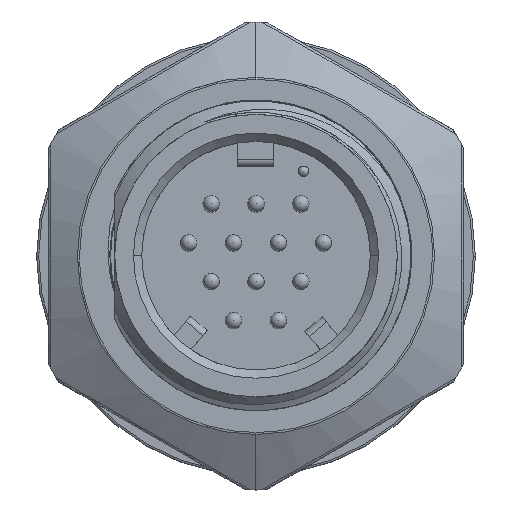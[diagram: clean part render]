
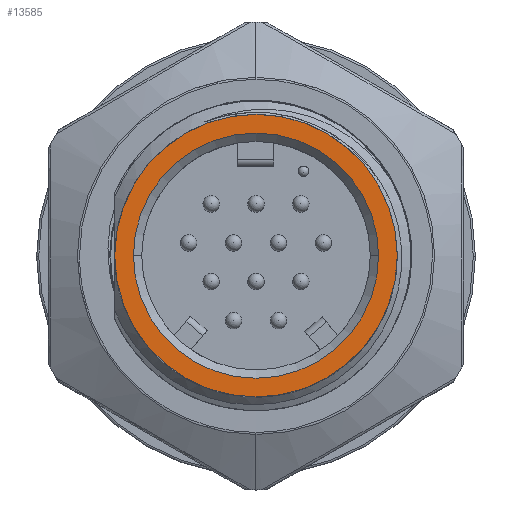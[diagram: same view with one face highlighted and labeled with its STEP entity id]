
A CAD part, top view. The second image highlights one B-rep face of the part: STEP entity #13585.
In plain terms, the highlighted planar face has unit normal (0, 0, 1).
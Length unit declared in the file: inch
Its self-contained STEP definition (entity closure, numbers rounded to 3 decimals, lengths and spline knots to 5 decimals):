
#1056 = EDGE_CURVE ( 'NONE', #5372, #5373, #20073, .T. ) ;
#1057 = EDGE_CURVE ( 'NONE', #5369, #5368, #20070, .T. ) ;
#2093 = CARTESIAN_POINT ( 'NONE',  ( 0.34, 0., 0. ) ) ;
#2094 = CARTESIAN_POINT ( 'NONE',  ( -0.34, 0., 0. ) ) ;
#2097 = CARTESIAN_POINT ( 'NONE',  ( 0.295, 0., 0. ) ) ;
#2098 = CARTESIAN_POINT ( 'NONE',  ( -0.295, 0., 0. ) ) ;
#2798 = ORIENTED_EDGE ( 'NONE', *, *, #1056, .T. ) ;
#2799 = ORIENTED_EDGE ( 'NONE', *, *, #13334, .T. ) ;
#2800 = ORIENTED_EDGE ( 'NONE', *, *, #1057, .F. ) ;
#2801 = ORIENTED_EDGE ( 'NONE', *, *, #13349, .F. ) ;
#5368 = VERTEX_POINT ( 'NONE', #2093 ) ;
#5369 = VERTEX_POINT ( 'NONE', #2094 ) ;
#5372 = VERTEX_POINT ( 'NONE', #2097 ) ;
#5373 = VERTEX_POINT ( 'NONE', #2098 ) ;
#6704 = EDGE_LOOP ( 'NONE', ( #2798, #2799 ) ) ;
#6791 = EDGE_LOOP ( 'NONE', ( #2801, #2800 ) ) ;
#7099 = AXIS2_PLACEMENT_3D ( 'NONE', #22776, #22777, #22778 ) ;
#12814 = FACE_BOUND ( 'NONE', #6704, .T. ) ;
#12815 = FACE_OUTER_BOUND ( 'NONE', #6791, .T. ) ;
#13334 = EDGE_CURVE ( 'NONE', #5373, #5372, #14528, .T. ) ;
#13349 = EDGE_CURVE ( 'NONE', #5368, #5369, #14539, .T. ) ;
#13585 = ADVANCED_FACE ( 'NONE', ( #12814, #12815 ), #22775, .T. ) ;
#14528 = CIRCLE ( 'NONE', #14536, 0.295 ) ;
#14536 = AXIS2_PLACEMENT_3D ( 'NONE', #16332, #16333, #16334 ) ;
#14539 = CIRCLE ( 'NONE', #14560, 0.34 ) ;
#14560 = AXIS2_PLACEMENT_3D ( 'NONE', #16376, #16377, #16378 ) ;
#16332 = CARTESIAN_POINT ( 'NONE',  ( 0., 0., 0. ) ) ;
#16333 = DIRECTION ( 'NONE',  ( 0., 0., -1. ) ) ;
#16334 = DIRECTION ( 'NONE',  ( 1., 0., 0. ) ) ;
#16376 = CARTESIAN_POINT ( 'NONE',  ( 0., 0., 0. ) ) ;
#16377 = DIRECTION ( 'NONE',  ( 0., 0., -1. ) ) ;
#16378 = DIRECTION ( 'NONE',  ( 1., 0., 0. ) ) ;
#20069 = AXIS2_PLACEMENT_3D ( 'NONE', #23791, #23792, #23793 ) ;
#20070 = CIRCLE ( 'NONE', #20069, 0.34 ) ;
#20071 = AXIS2_PLACEMENT_3D ( 'NONE', #23788, #23789, #23790 ) ;
#20073 = CIRCLE ( 'NONE', #20071, 0.295 ) ;
#22775 = PLANE ( 'NONE',  #7099 ) ;
#22776 = CARTESIAN_POINT ( 'NONE',  ( 0., 0., 0. ) ) ;
#22777 = DIRECTION ( 'NONE',  ( 0., 0., 1. ) ) ;
#22778 = DIRECTION ( 'NONE',  ( 1., 0., 0. ) ) ;
#23788 = CARTESIAN_POINT ( 'NONE',  ( 0., 0., 0. ) ) ;
#23789 = DIRECTION ( 'NONE',  ( 0., 0., -1. ) ) ;
#23790 = DIRECTION ( 'NONE',  ( 1., 0., 0. ) ) ;
#23791 = CARTESIAN_POINT ( 'NONE',  ( 0., 0., 0. ) ) ;
#23792 = DIRECTION ( 'NONE',  ( 0., 0., -1. ) ) ;
#23793 = DIRECTION ( 'NONE',  ( 1., 0., 0. ) ) ;
